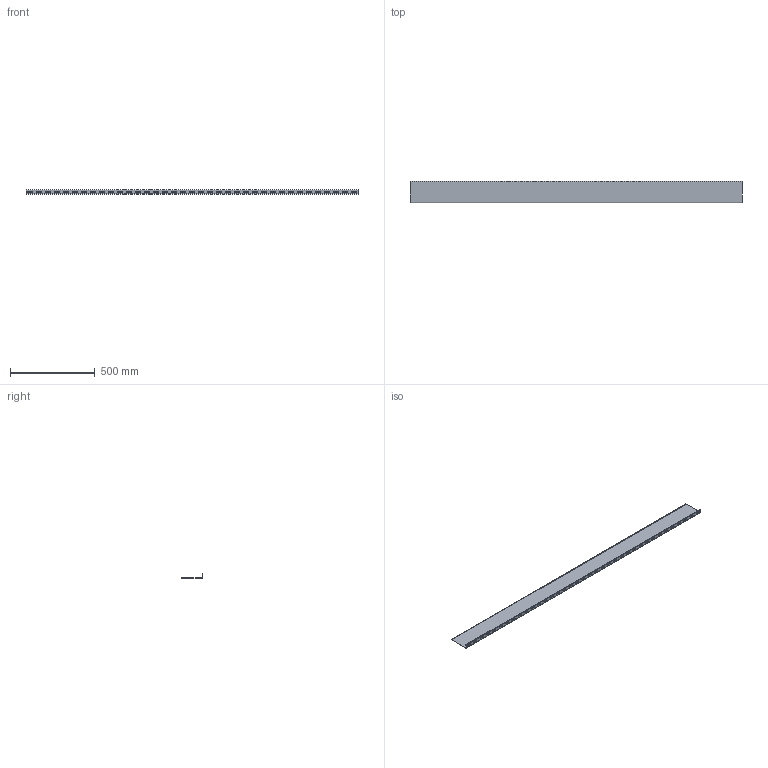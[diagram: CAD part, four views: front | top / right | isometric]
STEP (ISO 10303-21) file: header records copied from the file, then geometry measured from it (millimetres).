
FILE_DESCRIPTION (( 'STEP AP214' ), '1' );
FILE_NAME ('150-2000.STEP', '2020-05-19T14:24:46', ( 'user' ), ( '' ), 'SwSTEP 2.0', 'SolidWorks 2017', '' );
FILE_SCHEMA (( 'AUTOMOTIVE_DESIGN' ));
Length unit declared in the file: millimetre
Products named in the file (1): 150-2000
Bounding box: 1956 x 125 x 25.9 mm (x, y, z)
Volume: 242411.2 mm3; surface area: 611127 mm2
Topology: 1 solids, 1 shells, 178 faces, 504 edges, 328 vertices
Faces by surface type: plane 98, cylinder 80
Entity records: 5958 total; most frequent: DIRECTION 1022, CARTESIAN_POINT 1011, ORIENTED_EDGE 1008, EDGE_CURVE 504, VECTOR 344, LINE 344, AXIS2_PLACEMENT_3D 339, VERTEX_POINT 328
